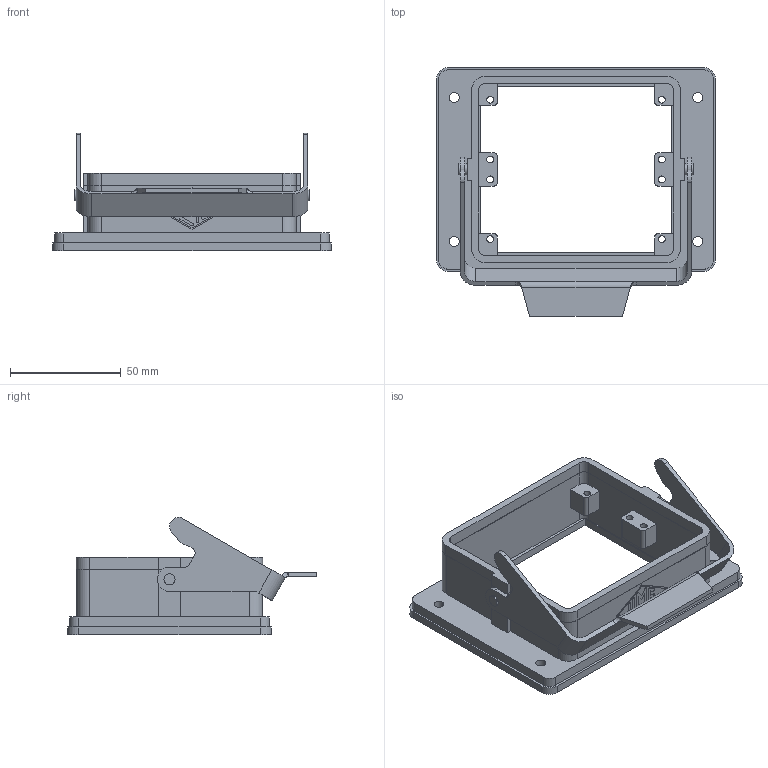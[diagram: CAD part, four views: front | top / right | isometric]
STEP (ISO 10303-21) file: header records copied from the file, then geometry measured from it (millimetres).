
FILE_DESCRIPTION(('Creo Elements/Direct Modeling STEP Export'),'2;1');
FILE_NAME('0ln7uvk43jnccig2240','2016-07-07T14:49:36',(''),(''),'PTC Creo Elements/Direct Modeling STEP processor for AP214 (Solid Model)','PTC Creo Elements/Direct Modeling 19.0B 21-Mar-2015 (C) Parametric Technology GmbH','');
FILE_SCHEMA(('AUTOMOTIVE_DESIGN { 1 0 10303 214 1 1 1 1 }'));
Length unit declared in the file: millimetre
Products named in the file (1): JCHI_32_L
Bounding box: 126 x 112.35 x 52.99 mm (x, y, z)
Volume: 78421.3 mm3; surface area: 46081.7 mm2
Topology: 1 solids, 1 shells, 246 faces, 675 edges, 448 vertices
Faces by surface type: plane 142, cylinder 102, bspline 2
Entity records: 8166 total; most frequent: CARTESIAN_POINT 1803, ORIENTED_EDGE 1350, DIRECTION 1281, EDGE_CURVE 675, VECTOR 469, LINE 469, VERTEX_POINT 448, AXIS2_PLACEMENT_3D 406
